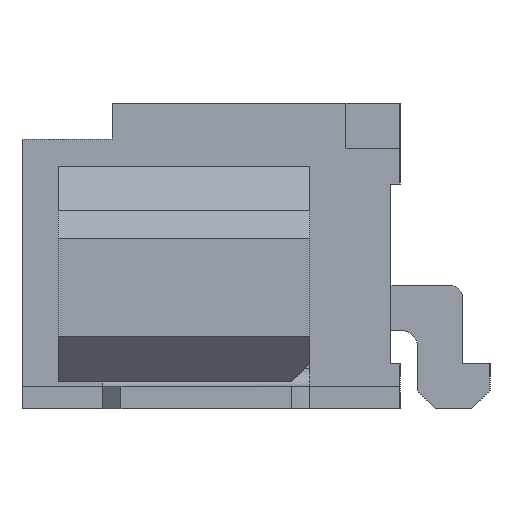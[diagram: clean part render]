
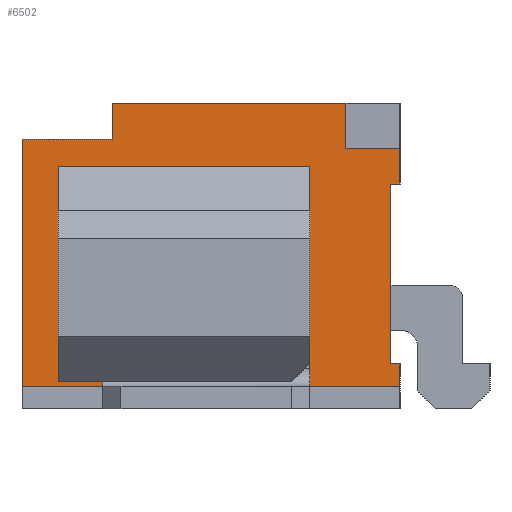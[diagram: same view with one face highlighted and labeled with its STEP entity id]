
A CAD part, left-side view. The second image highlights one B-rep face of the part: STEP entity #6502.
In plain terms, the highlighted planar face has unit normal (-1, 0, 0).
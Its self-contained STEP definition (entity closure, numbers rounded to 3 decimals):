
#69=DIRECTION('',(0.,0.,1.));
#70=VECTOR('',#69,0.25);
#71=CARTESIAN_POINT('',(-7.75,-2.1,-1.45));
#72=LINE('',#71,#70);
#225=DIRECTION('',(0.,0.,1.));
#226=VECTOR('',#225,0.4);
#227=CARTESIAN_POINT('',(-7.75,-2.1,0.8));
#228=LINE('',#227,#226);
#229=DIRECTION('',(0.,0.,1.));
#230=VECTOR('',#229,2.4);
#231=CARTESIAN_POINT('',(-7.75,-1.1,-1.4));
#232=LINE('',#231,#230);
#233=DIRECTION('',(0.,-1.,0.));
#234=VECTOR('',#233,2.8);
#235=CARTESIAN_POINT('',(-7.75,1.7,1.));
#236=LINE('',#235,#234);
#237=DIRECTION('',(0.,0.,1.));
#238=VECTOR('',#237,2.4);
#239=CARTESIAN_POINT('',(-7.75,1.7,-1.4));
#240=LINE('',#239,#238);
#241=DIRECTION('',(0.,-1.,0.));
#242=VECTOR('',#241,2.8);
#243=CARTESIAN_POINT('',(-7.75,1.7,-1.4));
#244=LINE('',#243,#242);
#245=DIRECTION('',(0.,1.,0.));
#246=VECTOR('',#245,0.6);
#247=CARTESIAN_POINT('',(-7.75,-2.1,1.2));
#248=LINE('',#247,#246);
#249=DIRECTION('',(0.,1.,0.));
#250=VECTOR('',#249,0.1);
#251=CARTESIAN_POINT('',(-7.75,-2.1,0.8));
#252=LINE('',#251,#250);
#253=DIRECTION('',(0.,0.,1.));
#254=VECTOR('',#253,2.);
#255=CARTESIAN_POINT('',(-7.75,-2.,-1.2));
#256=LINE('',#255,#254);
#257=DIRECTION('',(0.,1.,0.));
#258=VECTOR('',#257,0.1);
#259=CARTESIAN_POINT('',(-7.75,-2.1,-1.2));
#260=LINE('',#259,#258);
#261=DIRECTION('',(0.,-1.,0.));
#262=VECTOR('',#261,4.2);
#263=CARTESIAN_POINT('',(-7.75,2.1,-1.45));
#264=LINE('',#263,#262);
#265=DIRECTION('',(0.,0.,1.));
#266=VECTOR('',#265,2.75);
#267=CARTESIAN_POINT('',(-7.75,2.1,-1.45));
#268=LINE('',#267,#266);
#269=DIRECTION('',(0.,-1.,0.));
#270=VECTOR('',#269,1.);
#271=CARTESIAN_POINT('',(-7.75,2.1,1.3));
#272=LINE('',#271,#270);
#273=DIRECTION('',(0.,0.,-1.));
#274=VECTOR('',#273,0.4);
#275=CARTESIAN_POINT('',(-7.75,1.1,1.7));
#276=LINE('',#275,#274);
#277=DIRECTION('',(0.,0.,-1.));
#278=VECTOR('',#277,0.5);
#279=CARTESIAN_POINT('',(-7.75,-1.5,1.7));
#280=LINE('',#279,#278);
#1085=DIRECTION('',(0.,-1.,0.));
#1086=VECTOR('',#1085,2.6);
#1087=CARTESIAN_POINT('',(-7.75,1.1,1.7));
#1088=LINE('',#1087,#1086);
#4777=CARTESIAN_POINT('',(-7.75,1.1,1.7));
#4779=VERTEX_POINT('',#4777);
#4789=CARTESIAN_POINT('',(-7.75,2.1,1.3));
#4790=CARTESIAN_POINT('',(-7.75,1.1,1.3));
#4791=VERTEX_POINT('',#4789);
#4792=VERTEX_POINT('',#4790);
#4837=CARTESIAN_POINT('',(-7.75,-1.1,-1.4));
#4838=CARTESIAN_POINT('',(-7.75,-1.1,1.));
#4839=VERTEX_POINT('',#4837);
#4840=VERTEX_POINT('',#4838);
#4841=CARTESIAN_POINT('',(-7.75,1.7,1.));
#4842=VERTEX_POINT('',#4841);
#4843=CARTESIAN_POINT('',(-7.75,1.7,-1.4));
#4844=VERTEX_POINT('',#4843);
#5023=CARTESIAN_POINT('',(-7.75,-2.1,-1.2));
#5024=CARTESIAN_POINT('',(-7.75,-2.,-1.2));
#5025=VERTEX_POINT('',#5023);
#5026=VERTEX_POINT('',#5024);
#5027=CARTESIAN_POINT('',(-7.75,-2.,0.8));
#5028=VERTEX_POINT('',#5027);
#5029=CARTESIAN_POINT('',(-7.75,-2.1,0.8));
#5030=VERTEX_POINT('',#5029);
#5129=CARTESIAN_POINT('',(-7.75,-1.5,1.7));
#5130=VERTEX_POINT('',#5129);
#5131=CARTESIAN_POINT('',(-7.75,-2.1,1.2));
#5132=CARTESIAN_POINT('',(-7.75,-1.5,1.2));
#5133=VERTEX_POINT('',#5131);
#5134=VERTEX_POINT('',#5132);
#5507=CARTESIAN_POINT('',(-7.75,2.1,-1.45));
#5508=CARTESIAN_POINT('',(-7.75,-2.1,-1.45));
#5509=VERTEX_POINT('',#5507);
#5510=VERTEX_POINT('',#5508);
#6464=CARTESIAN_POINT('',(-7.75,2.1,-1.7));
#6465=DIRECTION('',(-1.,0.,0.));
#6466=DIRECTION('',(0.,-1.,0.));
#6467=AXIS2_PLACEMENT_3D('',#6464,#6465,#6466);
#6468=PLANE('',#6467);
#6470=ORIENTED_EDGE('',*,*,#6469,.F.);
#6471=ORIENTED_EDGE('',*,*,#6444,.F.);
#6473=ORIENTED_EDGE('',*,*,#6472,.T.);
#6475=ORIENTED_EDGE('',*,*,#6474,.F.);
#6476=ORIENTED_EDGE('',*,*,#6454,.F.);
#6477=ORIENTED_EDGE('',*,*,#6332,.F.);
#6479=ORIENTED_EDGE('',*,*,#6478,.F.);
#6481=ORIENTED_EDGE('',*,*,#6480,.T.);
#6483=ORIENTED_EDGE('',*,*,#6482,.T.);
#6485=ORIENTED_EDGE('',*,*,#6484,.F.);
#6487=ORIENTED_EDGE('',*,*,#6486,.T.);
#6489=ORIENTED_EDGE('',*,*,#6488,.T.);
#6490=EDGE_LOOP('',(#6470,#6471,#6473,#6475,#6476,#6477,#6479,#6481,#6483,#6485,
#6487,#6489));
#6491=FACE_OUTER_BOUND('',#6490,.F.);
#6493=ORIENTED_EDGE('',*,*,#6492,.T.);
#6495=ORIENTED_EDGE('',*,*,#6494,.F.);
#6497=ORIENTED_EDGE('',*,*,#6496,.F.);
#6499=ORIENTED_EDGE('',*,*,#6498,.T.);
#6500=EDGE_LOOP('',(#6493,#6495,#6497,#6499));
#6501=FACE_BOUND('',#6500,.F.);
#6502=ADVANCED_FACE('',(#6491,#6501),#6468,.T.);
#6332=EDGE_CURVE('',#5510,#5025,#72,.T.);
#6444=EDGE_CURVE('',#5030,#5133,#228,.T.);
#6454=EDGE_CURVE('',#5025,#5026,#260,.T.);
#6469=EDGE_CURVE('',#5133,#5134,#248,.T.);
#6472=EDGE_CURVE('',#5030,#5028,#252,.T.);
#6474=EDGE_CURVE('',#5026,#5028,#256,.T.);
#6478=EDGE_CURVE('',#5509,#5510,#264,.T.);
#6480=EDGE_CURVE('',#5509,#4791,#268,.T.);
#6482=EDGE_CURVE('',#4791,#4792,#272,.T.);
#6484=EDGE_CURVE('',#4779,#4792,#276,.T.);
#6486=EDGE_CURVE('',#4779,#5130,#1088,.T.);
#6488=EDGE_CURVE('',#5130,#5134,#280,.T.);
#6492=EDGE_CURVE('',#4839,#4840,#232,.T.);
#6494=EDGE_CURVE('',#4842,#4840,#236,.T.);
#6496=EDGE_CURVE('',#4844,#4842,#240,.T.);
#6498=EDGE_CURVE('',#4844,#4839,#244,.T.);
